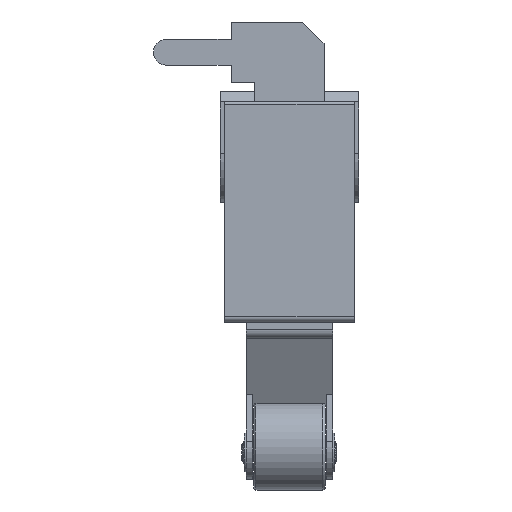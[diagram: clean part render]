
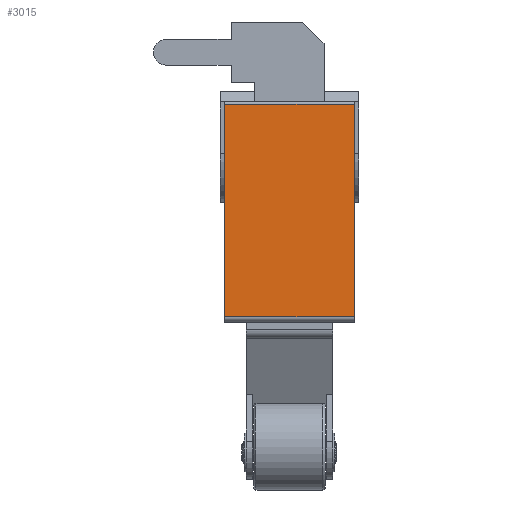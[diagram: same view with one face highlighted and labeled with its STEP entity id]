
A CAD part, left-side view. The second image highlights one B-rep face of the part: STEP entity #3015.
In plain terms, the highlighted planar face has unit normal (-1, 0, 0).
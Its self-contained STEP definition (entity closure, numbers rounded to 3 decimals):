
#38 = DIRECTION ( 'NONE',  ( 0., 0., 1. ) ) ;
#120 = EDGE_CURVE ( 'NONE', #1319, #2107, #840, .T. ) ;
#203 = DIRECTION ( 'NONE',  ( 0., 0., -1. ) ) ;
#232 = VECTOR ( 'NONE', #38, 1000. ) ;
#623 = LINE ( 'NONE', #1920, #232 ) ;
#701 = AXIS2_PLACEMENT_3D ( 'NONE', #1759, #2991, #3661 ) ;
#716 = EDGE_CURVE ( 'NONE', #3228, #3804, #623, .T. ) ;
#840 = LINE ( 'NONE', #3408, #2910 ) ;
#950 = CARTESIAN_POINT ( 'NONE',  ( 0., 3., -9.95 ) ) ;
#957 = ORIENTED_EDGE ( 'NONE', *, *, #1340, .T. ) ;
#1125 = ORIENTED_EDGE ( 'NONE', *, *, #120, .F. ) ;
#1175 = LINE ( 'NONE', #4145, #2130 ) ;
#1319 = VERTEX_POINT ( 'NONE', #1773 ) ;
#1340 = EDGE_CURVE ( 'NONE', #3228, #2107, #3458, .T. ) ;
#1680 = FACE_OUTER_BOUND ( 'NONE', #4238, .T. ) ;
#1759 = CARTESIAN_POINT ( 'NONE',  ( 0., 3.2, -10.2 ) ) ;
#1773 = CARTESIAN_POINT ( 'NONE',  ( 0., -3., -0.1 ) ) ;
#1920 = CARTESIAN_POINT ( 'NONE',  ( 0., 3., -10.2 ) ) ;
#1980 = CARTESIAN_POINT ( 'NONE',  ( 0., 3., -0.1 ) ) ;
#2107 = VERTEX_POINT ( 'NONE', #2375 ) ;
#2130 = VECTOR ( 'NONE', #4095, 1000. ) ;
#2280 = EDGE_CURVE ( 'NONE', #1319, #3804, #1175, .T. ) ;
#2375 = CARTESIAN_POINT ( 'NONE',  ( 0., -3., -9.95 ) ) ;
#2910 = VECTOR ( 'NONE', #203, 1000. ) ;
#2991 = DIRECTION ( 'NONE',  ( 1., 0., 0. ) ) ;
#3015 = ADVANCED_FACE ( 'NONE', ( #1680 ), #3060, .F. ) ;
#3060 = PLANE ( 'NONE',  #701 ) ;
#3120 = ORIENTED_EDGE ( 'NONE', *, *, #716, .F. ) ;
#3155 = DIRECTION ( 'NONE',  ( 0., -1., 0. ) ) ;
#3159 = ORIENTED_EDGE ( 'NONE', *, *, #2280, .T. ) ;
#3215 = VECTOR ( 'NONE', #3155, 1000. ) ;
#3228 = VERTEX_POINT ( 'NONE', #950 ) ;
#3408 = CARTESIAN_POINT ( 'NONE',  ( 0., -3., -10.2 ) ) ;
#3458 = LINE ( 'NONE', #4149, #3215 ) ;
#3661 = DIRECTION ( 'NONE',  ( 0., 0., -1. ) ) ;
#3804 = VERTEX_POINT ( 'NONE', #1980 ) ;
#4095 = DIRECTION ( 'NONE',  ( 0., 1., 0. ) ) ;
#4145 = CARTESIAN_POINT ( 'NONE',  ( 0., 3.2, -0.1 ) ) ;
#4149 = CARTESIAN_POINT ( 'NONE',  ( 0., 3.2, -9.95 ) ) ;
#4238 = EDGE_LOOP ( 'NONE', ( #1125, #3159, #3120, #957 ) ) ;
